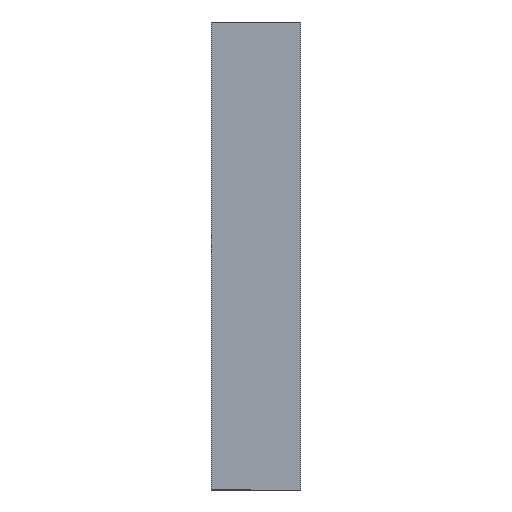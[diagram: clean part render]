
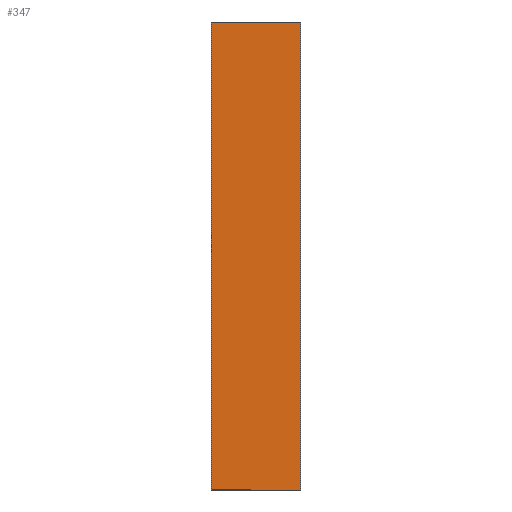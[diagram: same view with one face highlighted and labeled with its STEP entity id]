
A CAD part, left-side view. The second image highlights one B-rep face of the part: STEP entity #347.
In plain terms, the highlighted planar face has unit normal (-1, 0, 0).
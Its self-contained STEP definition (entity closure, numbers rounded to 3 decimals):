
#28=PLANE('',#392);
#41=FACE_OUTER_BOUND('',#57,.T.);
#57=EDGE_LOOP('',(#260,#261,#262,#263));
#88=LINE('',#550,#118);
#89=LINE('',#552,#119);
#90=LINE('',#554,#120);
#91=LINE('',#555,#121);
#118=VECTOR('',#450,10.);
#119=VECTOR('',#451,10.);
#120=VECTOR('',#452,10.);
#121=VECTOR('',#453,10.);
#172=VERTEX_POINT('',#548);
#173=VERTEX_POINT('',#549);
#174=VERTEX_POINT('',#551);
#175=VERTEX_POINT('',#553);
#209=EDGE_CURVE('',#172,#173,#88,.T.);
#210=EDGE_CURVE('',#173,#174,#89,.T.);
#211=EDGE_CURVE('',#174,#175,#90,.T.);
#212=EDGE_CURVE('',#172,#175,#91,.T.);
#260=ORIENTED_EDGE('',*,*,#209,.T.);
#261=ORIENTED_EDGE('',*,*,#210,.T.);
#262=ORIENTED_EDGE('',*,*,#211,.T.);
#263=ORIENTED_EDGE('',*,*,#212,.F.);
#347=ADVANCED_FACE('',(#41),#28,.F.);
#392=AXIS2_PLACEMENT_3D('',#547,#448,#449);
#448=DIRECTION('center_axis',(1.,0.,0.));
#449=DIRECTION('ref_axis',(0.,0.,1.));
#450=DIRECTION('',(0.,0.,-1.));
#451=DIRECTION('',(0.,-1.,0.));
#452=DIRECTION('',(0.,0.,1.));
#453=DIRECTION('',(0.,-1.,0.));
#547=CARTESIAN_POINT('Origin',(-221.,2.,-20.));
#548=CARTESIAN_POINT('',(-221.,2.,1.));
#549=CARTESIAN_POINT('',(-221.,2.,-20.));
#550=CARTESIAN_POINT('',(-221.,2.,1.));
#551=CARTESIAN_POINT('',(-221.,-2.,-20.));
#552=CARTESIAN_POINT('',(-221.,2.,-20.));
#553=CARTESIAN_POINT('',(-221.,-2.,1.));
#554=CARTESIAN_POINT('',(-221.,-2.,1.));
#555=CARTESIAN_POINT('',(-221.,2.,1.));
